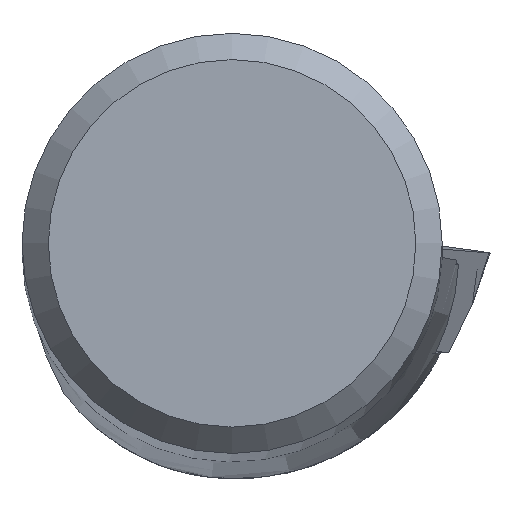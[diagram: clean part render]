
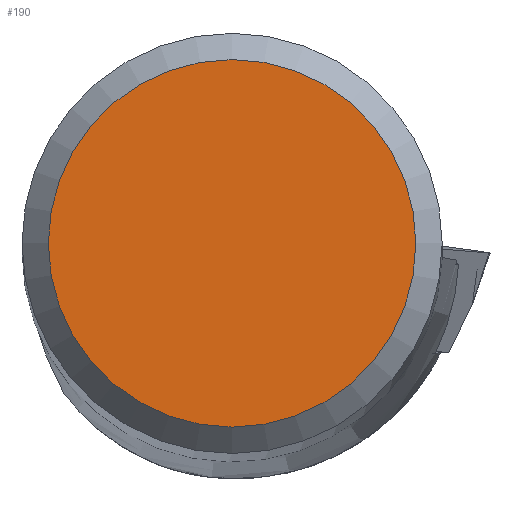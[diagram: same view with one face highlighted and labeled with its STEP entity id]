
A CAD part, top view. The second image highlights one B-rep face of the part: STEP entity #190.
In plain terms, the highlighted planar face has unit normal (0, 0, 1).
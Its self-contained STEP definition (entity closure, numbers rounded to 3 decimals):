
#151=FACE_OUTER_BOUND('',#393,.T.);
#190=ADVANCED_FACE('',(#151),#216,.T.);
#216=PLANE('',#911);
#393=EDGE_LOOP('',(#513));
#513=ORIENTED_EDGE('',*,*,#741,.F.);
#658=VERTEX_POINT('',#1420);
#741=EDGE_CURVE('',#658,#658,#795,.T.);
#795=CIRCLE('',#909,3.494);
#909=AXIS2_PLACEMENT_3D('',#1419,#1059,#1060);
#911=AXIS2_PLACEMENT_3D('',#1422,#1063,#1064);
#1059=DIRECTION('',(0.,0.,-1.));
#1060=DIRECTION('',(-1.,0.,0.));
#1063=DIRECTION('',(0.,0.,1.));
#1064=DIRECTION('',(-1.,0.,0.));
#1419=CARTESIAN_POINT('',(0.,0.,0.));
#1420=CARTESIAN_POINT('',(-3.494,0.,0.));
#1422=CARTESIAN_POINT('',(0.,0.,0.));
